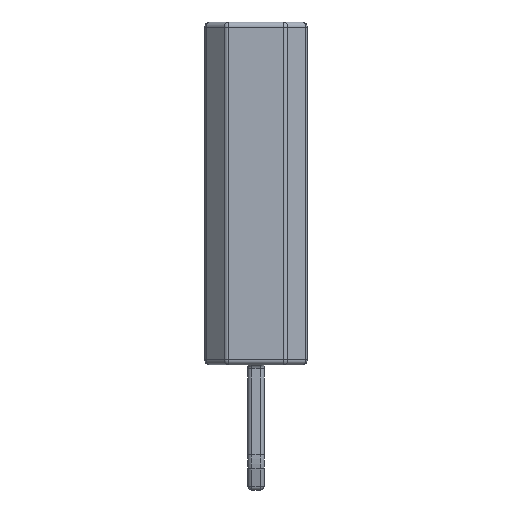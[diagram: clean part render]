
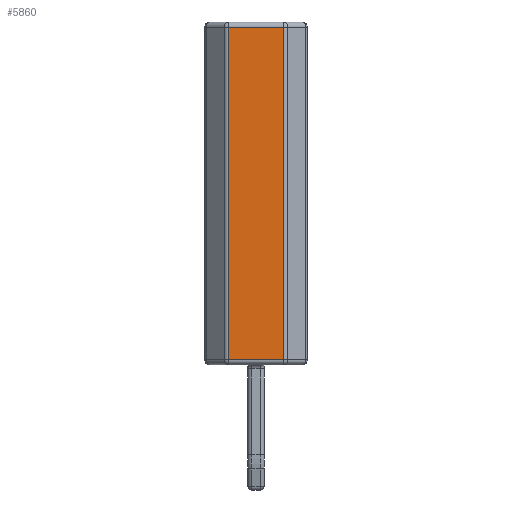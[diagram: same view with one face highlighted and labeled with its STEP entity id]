
A CAD part, left-side view. The second image highlights one B-rep face of the part: STEP entity #5860.
In plain terms, the highlighted planar face has unit normal (-1, 0, 0).
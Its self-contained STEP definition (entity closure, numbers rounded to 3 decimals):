
#5202 = CYLINDRICAL_SURFACE('',#5203,0.125);
#5203 = AXIS2_PLACEMENT_3D('',#5204,#5205,#5206);
#5204 = CARTESIAN_POINT('',(-1.145,0.692,0.));
#5205 = DIRECTION('',(0.,0.,1.));
#5206 = DIRECTION('',(-0.707,0.707,0.));
#5307 = VERTEX_POINT('',#5308);
#5308 = CARTESIAN_POINT('',(-1.27,0.692,0.125));
#5335 = EDGE_CURVE('',#5307,#5336,#5338,.T.);
#5336 = VERTEX_POINT('',#5337);
#5337 = CARTESIAN_POINT('',(-1.27,0.692,8.375));
#5338 = SURFACE_CURVE('',#5339,(#5343,#5350),.PCURVE_S1.);
#5339 = LINE('',#5340,#5341);
#5340 = CARTESIAN_POINT('',(-1.27,0.692,0.));
#5341 = VECTOR('',#5342,1.);
#5342 = DIRECTION('',(0.,0.,1.));
#5343 = PCURVE('',#5202,#5344);
#5344 = DEFINITIONAL_REPRESENTATION('',(#5345),#5349);
#5345 = LINE('',#5346,#5347);
#5346 = CARTESIAN_POINT('',(0.785,0.));
#5347 = VECTOR('',#5348,1.);
#5348 = DIRECTION('',(0.,1.));
#5349 = ( GEOMETRIC_REPRESENTATION_CONTEXT(2) 
PARAMETRIC_REPRESENTATION_CONTEXT() REPRESENTATION_CONTEXT('2D SPACE',''
  ) );
#5350 = PCURVE('',#5351,#5356);
#5351 = PLANE('',#5352);
#5352 = AXIS2_PLACEMENT_3D('',#5353,#5354,#5355);
#5353 = CARTESIAN_POINT('',(-1.27,-0.744,0.));
#5354 = DIRECTION('',(-1.,0.,0.));
#5355 = DIRECTION('',(0.,1.,0.));
#5356 = DEFINITIONAL_REPRESENTATION('',(#5357),#5361);
#5357 = LINE('',#5358,#5359);
#5358 = CARTESIAN_POINT('',(1.436,0.));
#5359 = VECTOR('',#5360,1.);
#5360 = DIRECTION('',(0.,-1.));
#5361 = ( GEOMETRIC_REPRESENTATION_CONTEXT(2) 
PARAMETRIC_REPRESENTATION_CONTEXT() REPRESENTATION_CONTEXT('2D SPACE',''
  ) );
#5565 = CYLINDRICAL_SURFACE('',#5566,0.125);
#5566 = AXIS2_PLACEMENT_3D('',#5567,#5568,#5569);
#5567 = CARTESIAN_POINT('',(-1.145,-0.744,8.375));
#5568 = DIRECTION('',(0.,1.,0.));
#5569 = DIRECTION('',(-1.,0.,0.));
#5847 = CYLINDRICAL_SURFACE('',#5848,0.125);
#5848 = AXIS2_PLACEMENT_3D('',#5849,#5850,#5851);
#5849 = CARTESIAN_POINT('',(-1.145,-0.744,0.125));
#5850 = DIRECTION('',(0.,1.,0.));
#5851 = DIRECTION('',(-1.,0.,0.));
#5860 = ADVANCED_FACE('',(#5861),#5351,.T.);
#5861 = FACE_BOUND('',#5862,.T.);
#5862 = EDGE_LOOP('',(#5863,#5886,#5887,#5910));
#5863 = ORIENTED_EDGE('',*,*,#5864,.T.);
#5864 = EDGE_CURVE('',#5865,#5336,#5867,.T.);
#5865 = VERTEX_POINT('',#5866);
#5866 = CARTESIAN_POINT('',(-1.27,-0.692,8.375));
#5867 = SURFACE_CURVE('',#5868,(#5872,#5879),.PCURVE_S1.);
#5868 = LINE('',#5869,#5870);
#5869 = CARTESIAN_POINT('',(-1.27,-0.744,8.375));
#5870 = VECTOR('',#5871,1.);
#5871 = DIRECTION('',(0.,1.,0.));
#5872 = PCURVE('',#5351,#5873);
#5873 = DEFINITIONAL_REPRESENTATION('',(#5874),#5878);
#5874 = LINE('',#5875,#5876);
#5875 = CARTESIAN_POINT('',(0.,-8.375));
#5876 = VECTOR('',#5877,1.);
#5877 = DIRECTION('',(1.,0.));
#5878 = ( GEOMETRIC_REPRESENTATION_CONTEXT(2) 
PARAMETRIC_REPRESENTATION_CONTEXT() REPRESENTATION_CONTEXT('2D SPACE',''
  ) );
#5879 = PCURVE('',#5565,#5880);
#5880 = DEFINITIONAL_REPRESENTATION('',(#5881),#5885);
#5881 = LINE('',#5882,#5883);
#5882 = CARTESIAN_POINT('',(0.,0.));
#5883 = VECTOR('',#5884,1.);
#5884 = DIRECTION('',(0.,1.));
#5885 = ( GEOMETRIC_REPRESENTATION_CONTEXT(2) 
PARAMETRIC_REPRESENTATION_CONTEXT() REPRESENTATION_CONTEXT('2D SPACE',''
  ) );
#5886 = ORIENTED_EDGE('',*,*,#5335,.F.);
#5887 = ORIENTED_EDGE('',*,*,#5888,.F.);
#5888 = EDGE_CURVE('',#5889,#5307,#5891,.T.);
#5889 = VERTEX_POINT('',#5890);
#5890 = CARTESIAN_POINT('',(-1.27,-0.692,0.125));
#5891 = SURFACE_CURVE('',#5892,(#5896,#5903),.PCURVE_S1.);
#5892 = LINE('',#5893,#5894);
#5893 = CARTESIAN_POINT('',(-1.27,-0.744,0.125));
#5894 = VECTOR('',#5895,1.);
#5895 = DIRECTION('',(0.,1.,0.));
#5896 = PCURVE('',#5351,#5897);
#5897 = DEFINITIONAL_REPRESENTATION('',(#5898),#5902);
#5898 = LINE('',#5899,#5900);
#5899 = CARTESIAN_POINT('',(0.,-0.125));
#5900 = VECTOR('',#5901,1.);
#5901 = DIRECTION('',(1.,0.));
#5902 = ( GEOMETRIC_REPRESENTATION_CONTEXT(2) 
PARAMETRIC_REPRESENTATION_CONTEXT() REPRESENTATION_CONTEXT('2D SPACE',''
  ) );
#5903 = PCURVE('',#5847,#5904);
#5904 = DEFINITIONAL_REPRESENTATION('',(#5905),#5909);
#5905 = LINE('',#5906,#5907);
#5906 = CARTESIAN_POINT('',(-0.,0.));
#5907 = VECTOR('',#5908,1.);
#5908 = DIRECTION('',(-0.,1.));
#5909 = ( GEOMETRIC_REPRESENTATION_CONTEXT(2) 
PARAMETRIC_REPRESENTATION_CONTEXT() REPRESENTATION_CONTEXT('2D SPACE',''
  ) );
#5910 = ORIENTED_EDGE('',*,*,#5911,.T.);
#5911 = EDGE_CURVE('',#5889,#5865,#5912,.T.);
#5912 = SURFACE_CURVE('',#5913,(#5917,#5924),.PCURVE_S1.);
#5913 = LINE('',#5914,#5915);
#5914 = CARTESIAN_POINT('',(-1.27,-0.692,0.));
#5915 = VECTOR('',#5916,1.);
#5916 = DIRECTION('',(0.,0.,1.));
#5917 = PCURVE('',#5351,#5918);
#5918 = DEFINITIONAL_REPRESENTATION('',(#5919),#5923);
#5919 = LINE('',#5920,#5921);
#5920 = CARTESIAN_POINT('',(0.052,0.));
#5921 = VECTOR('',#5922,1.);
#5922 = DIRECTION('',(0.,-1.));
#5923 = ( GEOMETRIC_REPRESENTATION_CONTEXT(2) 
PARAMETRIC_REPRESENTATION_CONTEXT() REPRESENTATION_CONTEXT('2D SPACE',''
  ) );
#5924 = PCURVE('',#5925,#5930);
#5925 = CYLINDRICAL_SURFACE('',#5926,0.125);
#5926 = AXIS2_PLACEMENT_3D('',#5927,#5928,#5929);
#5927 = CARTESIAN_POINT('',(-1.145,-0.692,0.));
#5928 = DIRECTION('',(0.,0.,1.));
#5929 = DIRECTION('',(-1.,0.,0.));
#5930 = DEFINITIONAL_REPRESENTATION('',(#5931),#5935);
#5931 = LINE('',#5932,#5933);
#5932 = CARTESIAN_POINT('',(0.,0.));
#5933 = VECTOR('',#5934,1.);
#5934 = DIRECTION('',(0.,1.));
#5935 = ( GEOMETRIC_REPRESENTATION_CONTEXT(2) 
PARAMETRIC_REPRESENTATION_CONTEXT() REPRESENTATION_CONTEXT('2D SPACE',''
  ) );
